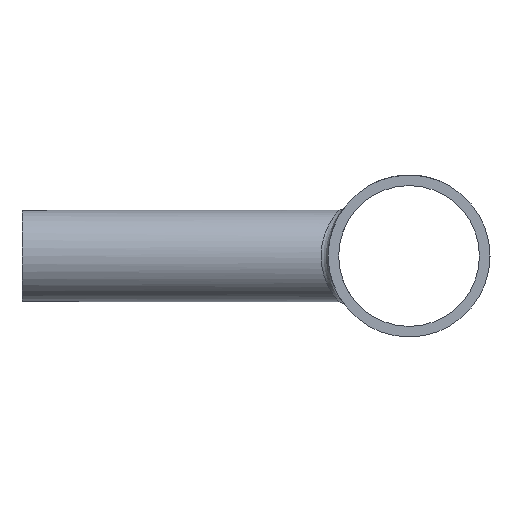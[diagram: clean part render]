
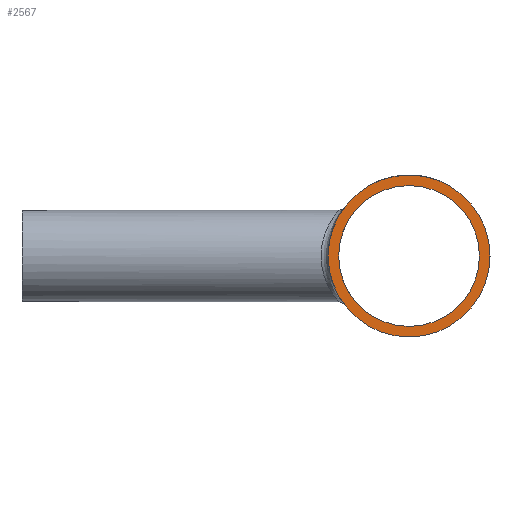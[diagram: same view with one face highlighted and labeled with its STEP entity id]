
A CAD part, left-side view. The second image highlights one B-rep face of the part: STEP entity #2567.
In plain terms, the highlighted planar face has unit normal (-1, 0, 0).
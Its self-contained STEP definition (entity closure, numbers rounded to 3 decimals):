
#368 = VERTEX_POINT ( 'NONE', #2694 ) ;
#420 = CARTESIAN_POINT ( 'NONE',  ( -55., 0., 0. ) ) ;
#1018 = EDGE_CURVE ( 'NONE', #12599, #12599, #5026, .T. ) ;
#1389 = DIRECTION ( 'NONE',  ( -1., 0., 0. ) ) ;
#1574 = CARTESIAN_POINT ( 'NONE',  ( -55., 0., 10. ) ) ;
#2206 = EDGE_CURVE ( 'NONE', #368, #368, #2226, .T. ) ;
#2226 = CIRCLE ( 'NONE', #6335, 11.5 ) ;
#2567 = ADVANCED_FACE ( 'NONE', ( #10645, #13375 ), #13465, .T. ) ;
#2694 = CARTESIAN_POINT ( 'NONE',  ( -55., 0., 11.5 ) ) ;
#3990 = AXIS2_PLACEMENT_3D ( 'NONE', #12808, #12968, #13875 ) ;
#5026 = CIRCLE ( 'NONE', #3990, 10. ) ;
#5150 = DIRECTION ( 'NONE',  ( 0., 0., 1. ) ) ;
#6201 = ORIENTED_EDGE ( 'NONE', *, *, #2206, .T. ) ;
#6335 = AXIS2_PLACEMENT_3D ( 'NONE', #420, #1389, #5150 ) ;
#7002 = CARTESIAN_POINT ( 'NONE',  ( -55., 0., 0. ) ) ;
#7884 = AXIS2_PLACEMENT_3D ( 'NONE', #7002, #9512, #8220 ) ;
#8220 = DIRECTION ( 'NONE',  ( 0., 0., 1. ) ) ;
#9512 = DIRECTION ( 'NONE',  ( -1., 0., 0. ) ) ;
#9598 = EDGE_LOOP ( 'NONE', ( #13172 ) ) ;
#10645 = FACE_BOUND ( 'NONE', #9598, .T. ) ;
#12599 = VERTEX_POINT ( 'NONE', #1574 ) ;
#12808 = CARTESIAN_POINT ( 'NONE',  ( -55., 0., 0. ) ) ;
#12968 = DIRECTION ( 'NONE',  ( -1., 0., 0. ) ) ;
#13172 = ORIENTED_EDGE ( 'NONE', *, *, #1018, .F. ) ;
#13375 = FACE_OUTER_BOUND ( 'NONE', #14861, .T. ) ;
#13465 = PLANE ( 'NONE',  #7884 ) ;
#13875 = DIRECTION ( 'NONE',  ( 0., 0., 1. ) ) ;
#14861 = EDGE_LOOP ( 'NONE', ( #6201 ) ) ;
